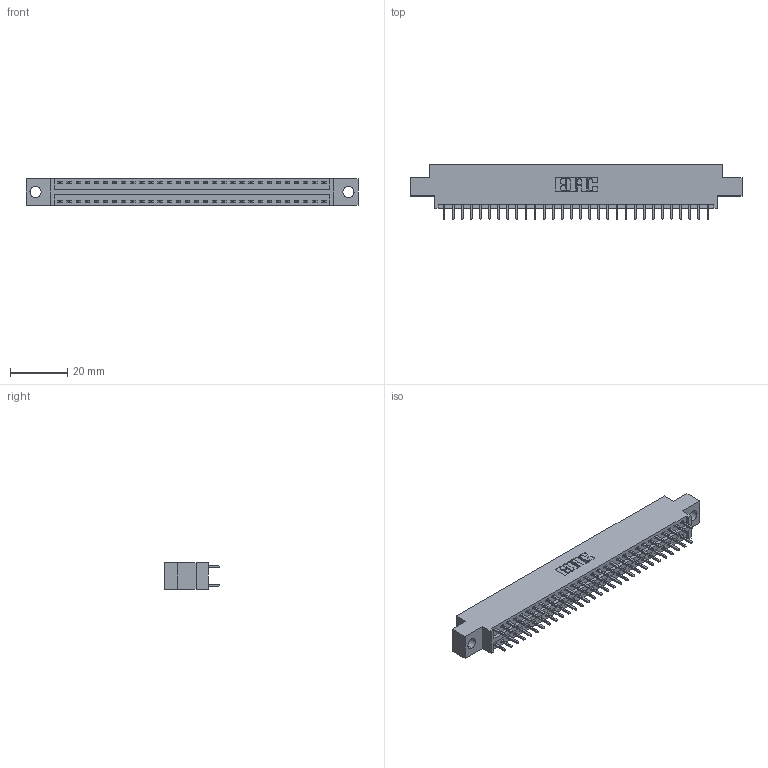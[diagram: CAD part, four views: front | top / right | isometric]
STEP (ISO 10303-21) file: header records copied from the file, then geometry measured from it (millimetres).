
FILE_DESCRIPTION (( 'STEP AP203' ), '1' );
FILE_NAME ('346-060-521-804.STEP', '2022-05-21T10:39:38', ( '' ), ( '' ), 'SwSTEP 2.0', 'SolidWorks 2020', '' );
FILE_SCHEMA (( 'CONFIG_CONTROL_DESIGN' ));
Length unit declared in the file: inch
Products named in the file (3): 346 Part_0.170 Offset - 0.156 Dia-TH; 346-060-521-804; 345-292-001_345-293-121
Assembly tree (61 placements, depth 2):
  346-060-521-804
    346 Part_0.170 Offset - 0.156 Dia-TH
    345-292-001_345-293-121  x60
Bounding box: 115.82 x 19.05 x 9.4 mm (x, y, z)
Volume: 10916 mm3; surface area: 14678.8 mm2
Topology: 61 solids, 61 shells, 3260 faces, 9677 edges, 6370 vertices
Faces by surface type: plane 2194, cylinder 1066
Entity records: 21763 total; most frequent: CARTESIAN_POINT 3610, ORIENTED_EDGE 3542, DIRECTION 3231, EDGE_CURVE 1771, VECTOR 1519, LINE 1519, VERTEX_POINT 1178, AXIS2_PLACEMENT_3D 856
